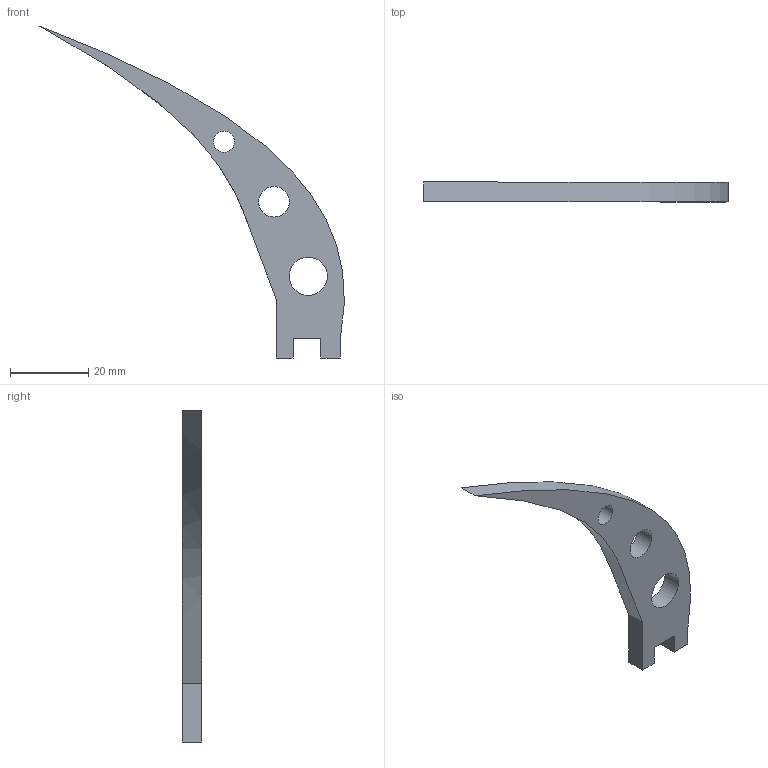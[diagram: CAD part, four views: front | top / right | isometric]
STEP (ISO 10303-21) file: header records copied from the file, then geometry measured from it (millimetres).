
FILE_DESCRIPTION(/* description */ (''),/* implementation_level */ '2;1');
FILE_NAME(/* name */ 'claw.step',/* time_stamp */ '2020-05-20T16:03:17+02:00',/* author */ (''),/* organization */ (''),/* preprocessor_version */ 'ST-DEVELOPER v18.1',/* originating_system */ 'Autodesk Translation Framework v9.3.0.1241',/* authorisation */ '');
FILE_SCHEMA (('AUTOMOTIVE_DESIGN { 1 0 10303 214 3 1 1 }'));
Length unit declared in the file: millimetre
Products named in the file (1): claw
Bounding box: 78.03 x 5 x 85 mm (x, y, z)
Volume: 5504 mm3; surface area: 3884.1 mm2
Topology: 1 solids, 1 shells, 14 faces, 36 edges, 24 vertices
Faces by surface type: plane 9, cylinder 3, bspline 2
Full cylindrical faces by diameter (mm): 5.415 x1, 7.853 x1, 9.789 x1
Entity records: 585 total; most frequent: CARTESIAN_POINT 209, ORIENTED_EDGE 72, DIRECTION 64, EDGE_CURVE 36, LINE 26, VECTOR 26, VERTEX_POINT 24, EDGE_LOOP 20
